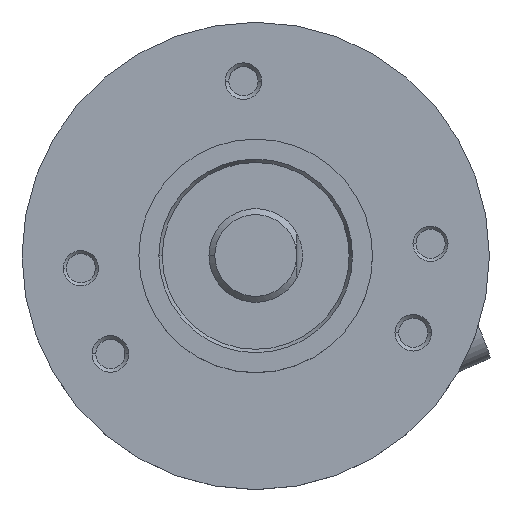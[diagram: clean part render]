
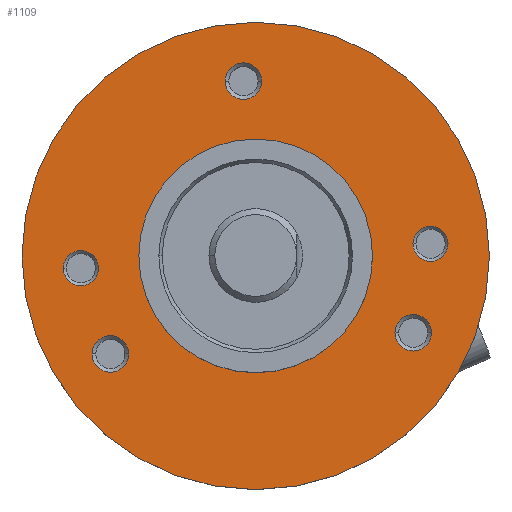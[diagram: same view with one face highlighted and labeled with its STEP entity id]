
A CAD part, top view. The second image highlights one B-rep face of the part: STEP entity #1109.
In plain terms, the highlighted planar face has unit normal (0, 0, 1).
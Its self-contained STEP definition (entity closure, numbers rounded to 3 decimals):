
#259=CARTESIAN_POINT('',(0.,0.,3.));
#260=DIRECTION('',(0.,0.,-1.));
#261=DIRECTION('',(1.,0.,0.));
#262=AXIS2_PLACEMENT_3D('',#259,#260,#261);
#267=CARTESIAN_POINT('',(0.,0.,3.));
#268=DIRECTION('',(0.,0.,1.));
#269=DIRECTION('',(1.,0.,0.));
#270=AXIS2_PLACEMENT_3D('',#267,#268,#269);
#275=CARTESIAN_POINT('',(0.,0.,3.));
#276=DIRECTION('',(0.,0.,-1.));
#277=DIRECTION('',(1.,0.,0.));
#278=AXIS2_PLACEMENT_3D('',#275,#276,#277);
#283=CARTESIAN_POINT('',(0.,0.,3.));
#284=DIRECTION('',(0.,0.,1.));
#285=DIRECTION('',(1.,0.,0.));
#286=AXIS2_PLACEMENT_3D('',#283,#284,#285);
#291=CARTESIAN_POINT('',(-1.046,14.963,3.));
#292=DIRECTION('',(0.,0.,1.));
#293=DIRECTION('',(-1.,0.,0.));
#294=AXIS2_PLACEMENT_3D('',#291,#292,#293);
#299=CARTESIAN_POINT('',(-1.046,14.963,3.));
#300=DIRECTION('',(0.,0.,1.));
#301=DIRECTION('',(1.,0.,0.));
#302=AXIS2_PLACEMENT_3D('',#299,#300,#301);
#307=CARTESIAN_POINT('',(13.482,-6.576,3.));
#308=DIRECTION('',(0.,0.,1.));
#309=DIRECTION('',(-1.,0.,0.));
#310=AXIS2_PLACEMENT_3D('',#307,#308,#309);
#315=CARTESIAN_POINT('',(13.482,-6.576,3.));
#316=DIRECTION('',(0.,0.,1.));
#317=DIRECTION('',(1.,0.,0.));
#318=AXIS2_PLACEMENT_3D('',#315,#316,#317);
#323=CARTESIAN_POINT('',(-12.436,-8.388,3.));
#324=DIRECTION('',(0.,0.,1.));
#325=DIRECTION('',(-1.,0.,0.));
#326=AXIS2_PLACEMENT_3D('',#323,#324,#325);
#331=CARTESIAN_POINT('',(-12.436,-8.388,3.));
#332=DIRECTION('',(0.,0.,1.));
#333=DIRECTION('',(1.,0.,0.));
#334=AXIS2_PLACEMENT_3D('',#331,#332,#333);
#339=CARTESIAN_POINT('',(-14.963,-1.046,3.));
#340=DIRECTION('',(0.,0.,-1.));
#341=DIRECTION('',(1.,0.,0.));
#342=AXIS2_PLACEMENT_3D('',#339,#340,#341);
#347=CARTESIAN_POINT('',(-14.963,-1.046,3.));
#348=DIRECTION('',(0.,0.,-1.));
#349=DIRECTION('',(-1.,0.,0.));
#350=AXIS2_PLACEMENT_3D('',#347,#348,#349);
#355=CARTESIAN_POINT('',(14.963,1.046,3.));
#356=DIRECTION('',(0.,0.,-1.));
#357=DIRECTION('',(1.,0.,0.));
#358=AXIS2_PLACEMENT_3D('',#355,#356,#357);
#363=CARTESIAN_POINT('',(14.963,1.046,3.));
#364=DIRECTION('',(0.,0.,-1.));
#365=DIRECTION('',(-1.,0.,0.));
#366=AXIS2_PLACEMENT_3D('',#363,#364,#365);
#778=CARTESIAN_POINT('',(10.,0.,3.));
#780=VERTEX_POINT('',#778);
#781=CARTESIAN_POINT('',(20.,0.,3.));
#783=VERTEX_POINT('',#781);
#786=CARTESIAN_POINT('',(-10.,0.,3.));
#788=VERTEX_POINT('',#786);
#789=CARTESIAN_POINT('',(-20.,0.,3.));
#791=VERTEX_POINT('',#789);
#809=CARTESIAN_POINT('',(-2.609,14.963,3.));
#810=CARTESIAN_POINT('',(0.516,14.963,3.));
#811=VERTEX_POINT('',#809);
#812=VERTEX_POINT('',#810);
#817=CARTESIAN_POINT('',(11.919,-6.576,3.));
#818=CARTESIAN_POINT('',(15.044,-6.576,3.));
#819=VERTEX_POINT('',#817);
#820=VERTEX_POINT('',#818);
#825=CARTESIAN_POINT('',(-13.998,-8.388,3.));
#826=CARTESIAN_POINT('',(-10.873,-8.388,3.));
#827=VERTEX_POINT('',#825);
#828=VERTEX_POINT('',#826);
#829=CARTESIAN_POINT('',(-13.464,-1.046,3.));
#830=CARTESIAN_POINT('',(-16.463,-1.046,3.));
#831=VERTEX_POINT('',#829);
#832=VERTEX_POINT('',#830);
#837=CARTESIAN_POINT('',(16.463,1.046,3.));
#838=CARTESIAN_POINT('',(13.464,1.046,3.));
#839=VERTEX_POINT('',#837);
#840=VERTEX_POINT('',#838);
#1064=CARTESIAN_POINT('',(0.,0.,3.));
#1065=DIRECTION('',(0.,0.,1.));
#1066=DIRECTION('',(-1.,0.,0.));
#1067=AXIS2_PLACEMENT_3D('',#1064,#1065,#1066);
#1068=PLANE('',#1067);
#1069=ORIENTED_EDGE('',*,*,#1057,.F.);
#1070=ORIENTED_EDGE('',*,*,#1046,.T.);
#1071=EDGE_LOOP('',(#1069,#1070));
#1072=FACE_OUTER_BOUND('',#1071,.F.);
#1074=ORIENTED_EDGE('',*,*,#1073,.F.);
#1076=ORIENTED_EDGE('',*,*,#1075,.T.);
#1077=EDGE_LOOP('',(#1074,#1076));
#1078=FACE_BOUND('',#1077,.F.);
#1080=ORIENTED_EDGE('',*,*,#1079,.T.);
#1082=ORIENTED_EDGE('',*,*,#1081,.T.);
#1083=EDGE_LOOP('',(#1080,#1082));
#1084=FACE_BOUND('',#1083,.F.);
#1086=ORIENTED_EDGE('',*,*,#1085,.T.);
#1088=ORIENTED_EDGE('',*,*,#1087,.T.);
#1089=EDGE_LOOP('',(#1086,#1088));
#1090=FACE_BOUND('',#1089,.F.);
#1092=ORIENTED_EDGE('',*,*,#1091,.T.);
#1094=ORIENTED_EDGE('',*,*,#1093,.T.);
#1095=EDGE_LOOP('',(#1092,#1094));
#1096=FACE_BOUND('',#1095,.F.);
#1098=ORIENTED_EDGE('',*,*,#1097,.F.);
#1100=ORIENTED_EDGE('',*,*,#1099,.F.);
#1101=EDGE_LOOP('',(#1098,#1100));
#1102=FACE_BOUND('',#1101,.F.);
#1104=ORIENTED_EDGE('',*,*,#1103,.F.);
#1106=ORIENTED_EDGE('',*,*,#1105,.F.);
#1107=EDGE_LOOP('',(#1104,#1106));
#1108=FACE_BOUND('',#1107,.F.);
#1109=ADVANCED_FACE('',(#1072,#1078,#1084,#1090,#1096,#1102,#1108),#1068,.T.);
#263=CIRCLE('',#262,20.);
#271=CIRCLE('',#270,20.);
#279=CIRCLE('',#278,10.);
#287=CIRCLE('',#286,10.);
#295=CIRCLE('',#294,1.563);
#303=CIRCLE('',#302,1.563);
#311=CIRCLE('',#310,1.563);
#319=CIRCLE('',#318,1.563);
#327=CIRCLE('',#326,1.563);
#335=CIRCLE('',#334,1.563);
#343=CIRCLE('',#342,1.5);
#351=CIRCLE('',#350,1.5);
#359=CIRCLE('',#358,1.5);
#367=CIRCLE('',#366,1.5);
#1046=EDGE_CURVE('',#783,#791,#263,.T.);
#1057=EDGE_CURVE('',#783,#791,#271,.T.);
#1073=EDGE_CURVE('',#780,#788,#279,.T.);
#1075=EDGE_CURVE('',#780,#788,#287,.T.);
#1079=EDGE_CURVE('',#811,#812,#295,.T.);
#1081=EDGE_CURVE('',#812,#811,#303,.T.);
#1085=EDGE_CURVE('',#819,#820,#311,.T.);
#1087=EDGE_CURVE('',#820,#819,#319,.T.);
#1091=EDGE_CURVE('',#827,#828,#327,.T.);
#1093=EDGE_CURVE('',#828,#827,#335,.T.);
#1097=EDGE_CURVE('',#831,#832,#343,.T.);
#1099=EDGE_CURVE('',#832,#831,#351,.T.);
#1103=EDGE_CURVE('',#839,#840,#359,.T.);
#1105=EDGE_CURVE('',#840,#839,#367,.T.);
